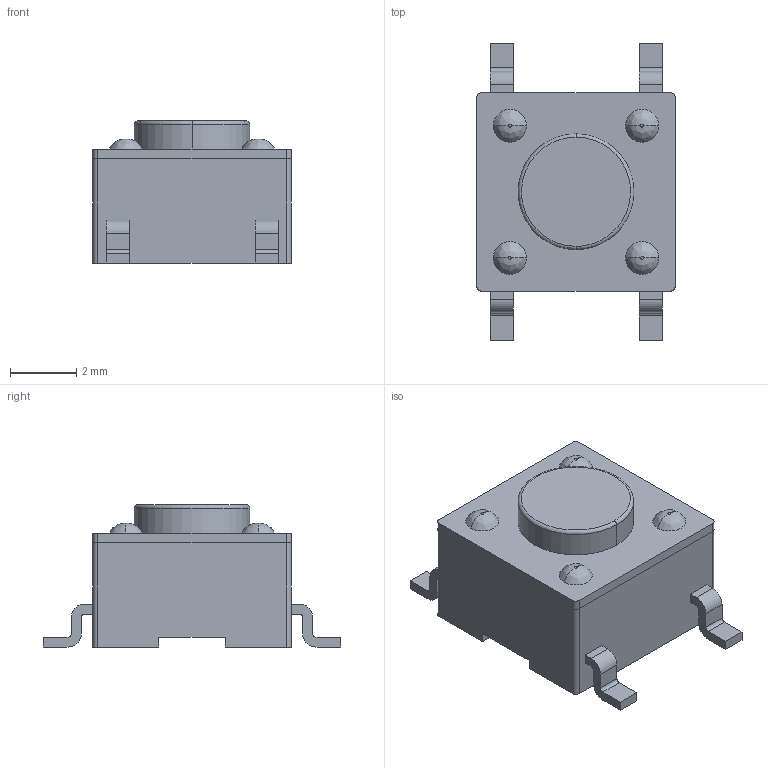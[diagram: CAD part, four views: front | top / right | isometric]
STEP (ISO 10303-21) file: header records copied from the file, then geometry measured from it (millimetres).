
FILE_DESCRIPTION(('FreeCAD Model'),'2;1');
FILE_NAME('SW_smd.step','2016-03-28T15:44:16',('Author'),('' ),'Open CASCADE STEP processor 6.8','FreeCAD','Unknown');
FILE_SCHEMA(('AUTOMOTIVE_DESIGN_CC2 { 1 2 10303 214 -1 1 5 4 }'));
Length unit declared in the file: millimetre
Products named in the file (2): ASSEMBLY; SW_smd
Assembly tree (1 placements, depth 2):
  ASSEMBLY
    SW_smd
Bounding box: 6 x 9 x 4.3 mm (x, y, z)
Volume: 131.2 mm3; surface area: 184.7 mm2
Topology: 1 solids, 1 shells, 91 faces, 230 edges, 150 vertices
Faces by surface type: plane 55, cylinder 26, bspline 10
Entity records: 9433 total; most frequent: CARTESIAN_POINT 4413, DIRECTION 747, ORIENTED_EDGE 460, PCURVE 460, DEFINITIONAL_REPRESENTATION 460, LINE 424, VECTOR 424, EDGE_CURVE 230
